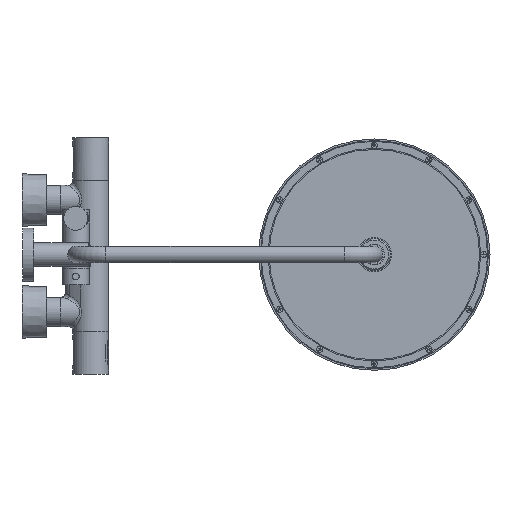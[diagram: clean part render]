
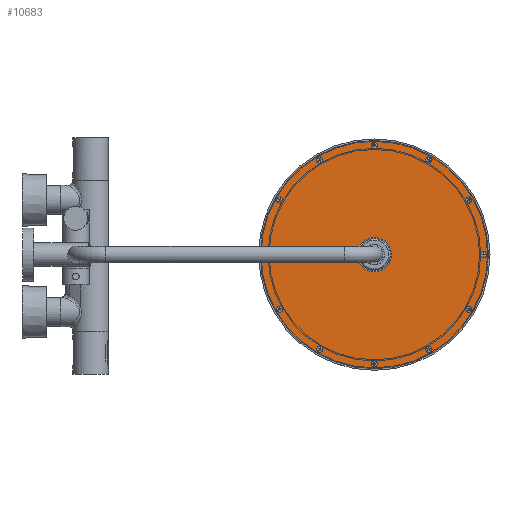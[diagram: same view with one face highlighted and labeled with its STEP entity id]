
A CAD part, top view. The second image highlights one B-rep face of the part: STEP entity #10683.
In plain terms, the highlighted planar face has unit normal (0, 0, 1).
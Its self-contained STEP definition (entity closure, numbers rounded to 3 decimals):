
#4290=ORIENTED_EDGE('',*,*,#5657,.T.);
#4291=ORIENTED_EDGE('',*,*,#5655,.F.);
#5655=EDGE_CURVE('',#6719,#6719,#7146,.T.);
#5657=EDGE_CURVE('',#6721,#6721,#7148,.T.);
#6719=VERTEX_POINT('',#24618);
#6721=VERTEX_POINT('',#24623);
#7146=CIRCLE('',#14255,152.9);
#7148=CIRCLE('',#14258,20.25);
#8261=EDGE_LOOP('',(#4290));
#8262=EDGE_LOOP('',(#4291));
#9424=FACE_BOUND('',#8261,.T.);
#9425=FACE_BOUND('',#8262,.T.);
#9900=PLANE('',#14257);
#10683=ADVANCED_FACE('',(#9424,#9425),#9900,.F.);
#14255=AXIS2_PLACEMENT_3D('',#24617,#16915,#16916);
#14257=AXIS2_PLACEMENT_3D('',#24621,#16919,#16920);
#14258=AXIS2_PLACEMENT_3D('',#24622,#16921,#16922);
#16915=DIRECTION('',(0.,0.,-1.));
#16916=DIRECTION('',(0.,1.,0.));
#16919=DIRECTION('',(0.,0.,-1.));
#16920=DIRECTION('',(0.,-1.,0.));
#16921=DIRECTION('',(0.,0.,-1.));
#16922=DIRECTION('',(0.,1.,0.));
#24617=CARTESIAN_POINT('',(400.,0.,1015.5));
#24618=CARTESIAN_POINT('',(400.,152.9,1015.5));
#24621=CARTESIAN_POINT('',(400.,0.,1015.5));
#24622=CARTESIAN_POINT('',(400.,0.,1015.5));
#24623=CARTESIAN_POINT('',(400.,20.25,1015.5));
